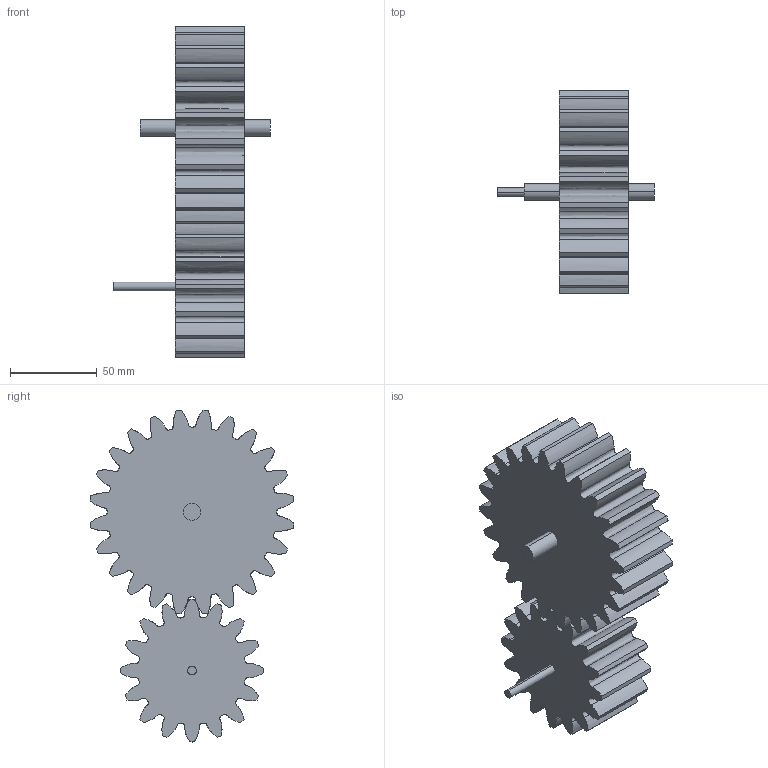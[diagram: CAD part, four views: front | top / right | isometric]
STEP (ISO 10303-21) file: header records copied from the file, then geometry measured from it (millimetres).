
FILE_DESCRIPTION(/* description */ ('VariCAD 2013-2.04 AP-214'),/* implementation_level */ '2;1');
FILE_NAME(/* name */ 'neu.stp',/* time_stamp */ '2013-04-22T13:39:31+02:00',/* author */ (''),/* organization */ (''),/* preprocessor_version */ 'ST-DEVELOPER v14',/* originating_system */ 'VariCAD 2013-2.04; kernel version (20130303)',/* authorisation */ '');
FILE_SCHEMA (('AUTOMOTIVE_DESIGN'));
Products named in the file (5): neu; CYL_GEAR__IW2IR1_1349434168; CYL_GEAR__IW1IR1_1349434168; SHAFT__IW2_1349434168; SHAFT__IW1_1349434168
Assembly tree (4 placements, depth 2):
  neu
    CYL_GEAR__IW2IR1_1349434168
    CYL_GEAR__IW1IR1_1349434168
    SHAFT__IW2_1349434168
    SHAFT__IW1_1349434168
Bounding box: 90.5 x 117.71 x 191.58 mm (x, y, z)
Volume: 7165.1 mm3; surface area: 74624.6 mm2
Topology: 2 solids, 4 shells, 172 faces, 652 edges, 328 vertices
Faces by surface type: bspline 160, plane 8, cylinder 4
Entity records: 54945 total; most frequent: CARTESIAN_POINT 51243, ORIENTED_EDGE 984, EDGE_CURVE 652, B_SPLINE_CURVE_WITH_KNOTS 640, VERTEX_POINT 486, ADVANCED_FACE 172, FACE_OUTER_BOUND 172, EDGE_LOOP 172
